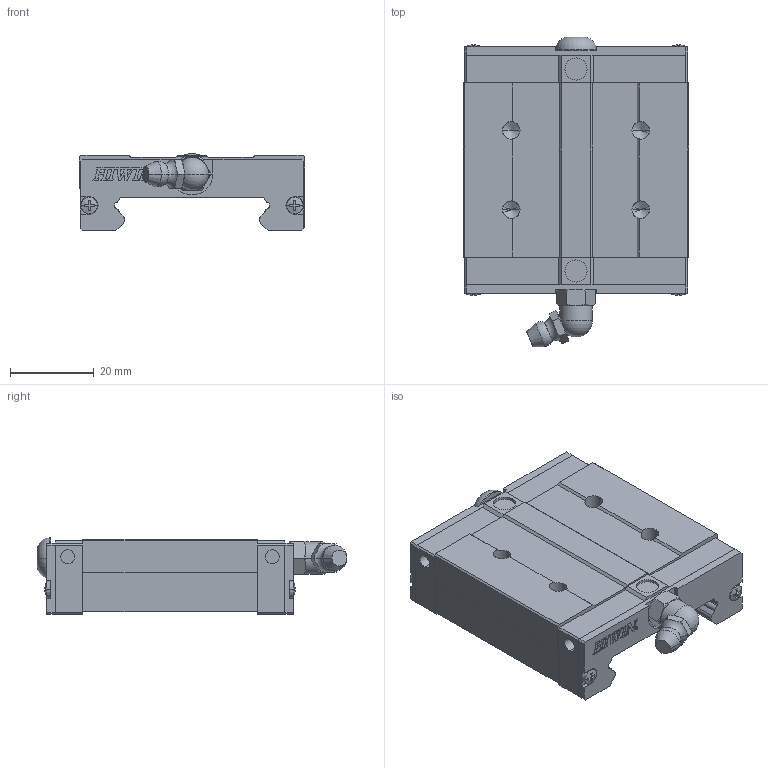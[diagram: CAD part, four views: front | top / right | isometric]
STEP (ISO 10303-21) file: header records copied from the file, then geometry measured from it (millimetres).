
FILE_DESCRIPTION(('no description'),'unknown implementation level');
FILE_NAME('WEH21CA_Z0_H_SS_FILE_1.stp',' ',('HIWIN GmbH'),('CADClick - KiM GmbH - www.kimweb.de'),'unknown preprocess','ACIS','unknown authorization');
FILE_SCHEMA(('automotive_design'));
Length unit declared in the file: millimetre
Products named in the file (1): WEH21CA Z0 H SS_FILE
Bounding box: 54 x 74.11 x 18.4 mm (x, y, z)
Volume: 38924.1 mm3; surface area: 12274.8 mm2
Topology: 1 solids, 5 shells, 644 faces, 1769 edges, 1155 vertices
Faces by surface type: plane 432, cylinder 146, cone 46, torus 18, sphere 2
Entity records: 40170 total; most frequent: CARTESIAN_POINT 4055, STYLED_ITEM 3559, PRESENTATION_STYLE_ASSIGNMENT 3559, COLOUR_RGB 3559, ORIENTED_EDGE 3518, DIRECTION 3306, EDGE_CURVE 1759, CURVE_STYLE 1759
